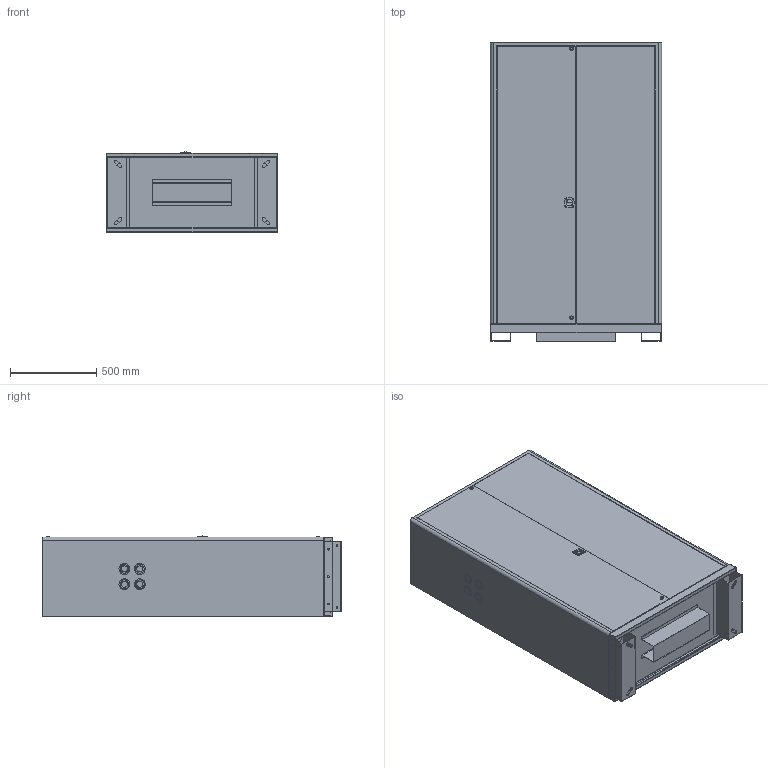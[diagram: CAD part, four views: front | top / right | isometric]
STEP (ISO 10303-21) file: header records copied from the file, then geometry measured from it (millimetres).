
FILE_DESCRIPTION (( 'STEP AP214' ), '1' );
FILE_NAME ('BattC.STEP', '2025-09-12T20:48:28', ( '' ), ( '' ), 'SwSTEP 2.0', 'SolidWorks 2016', '' );
FILE_SCHEMA (( 'AUTOMOTIVE_DESIGN' ));
Length unit declared in the file: inch
Products named in the file (5): WR Pull Handle; Battery39C Item 1; WR Lock01; Base39C; BattC
Assembly tree (5 placements, depth 2):
  BattC
    Base39C
    Battery39C Item 1
    WR Lock01  x2
    WR Pull Handle
Bounding box: 990.6 x 1727.2 x 463.59 mm (x, y, z)
Volume: 738650659.6 mm3; surface area: 7961047.8 mm2
Topology: 12 solids, 12 shells, 395 faces, 858 edges, 550 vertices
Faces by surface type: plane 198, cylinder 187, bspline 6, cone 4
Entity records: 10940 total; most frequent: CARTESIAN_POINT 1949, DIRECTION 1947, ORIENTED_EDGE 1656, EDGE_CURVE 828, AXIS2_PLACEMENT_3D 746, VERTEX_POINT 530, EDGE_LOOP 462, VECTOR 455
